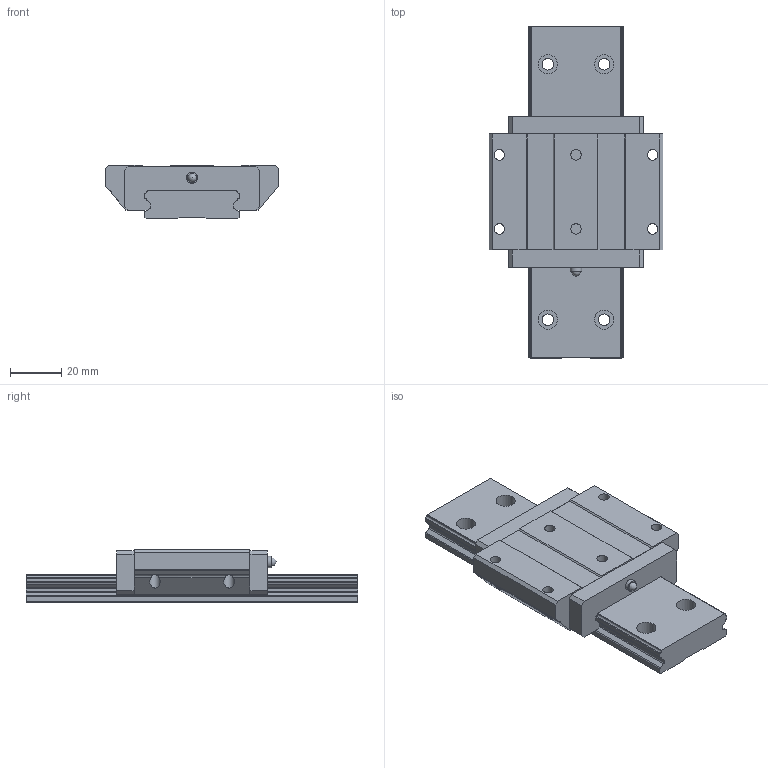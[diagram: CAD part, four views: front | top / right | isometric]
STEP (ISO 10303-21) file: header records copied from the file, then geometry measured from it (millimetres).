
FILE_DESCRIPTION(/* description */ ('Unknown'),/* implementation_level */ '2;1');
FILE_NAME(/* name */ 'HB21FUU1-130L15_15',/* time_stamp */ '2023-11-02T11:04:46+09:00',/* author */ ('Unknown'),/* organization */ ('Unknown'),/* preprocessor_version */ 'ST-DEVELOPER v18.102',/* originating_system */ 'Solid Edge',/* authorisation */ 'Unknown');
FILE_SCHEMA (('AUTOMOTIVE_DESIGN {1 0 10303 214 3 1 1}'));
Length unit declared in the file: millimetre
Products named in the file (4): thisAsm; HB21_RAIL; A-3; HB21F_BLOCK
Assembly tree (3 placements, depth 2):
  thisAsm
    HB21_RAIL
    A-3
    HB21F_BLOCK
Bounding box: 68 x 130 x 21 mm (x, y, z)
Volume: 93956 mm3; surface area: 27531.3 mm2
Topology: 3 solids, 3 shells, 139 faces, 391 edges, 264 vertices
Faces by surface type: plane 79, cylinder 59, torus 1
Full cylindrical faces by diameter (mm): 3 x2, 3.5 x1, 4.134 x6, 4.5 x7, 7.5 x6
Entity records: 4965 total; most frequent: CARTESIAN_POINT 768, DIRECTION 756, ORIENTED_EDGE 708, EDGE_CURVE 354, AXIS2_PLACEMENT_3D 261, VERTEX_POINT 251, LINE 234, VECTOR 234
